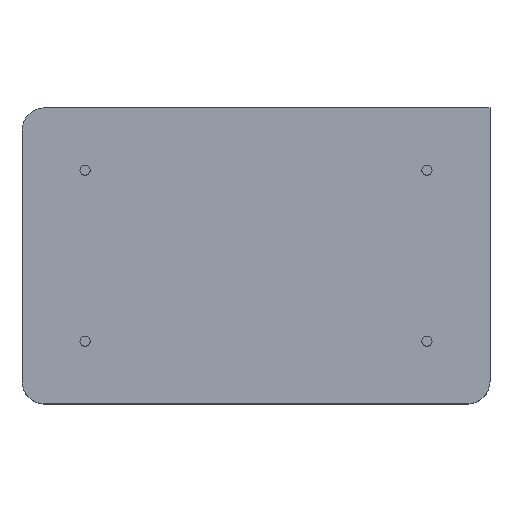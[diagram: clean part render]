
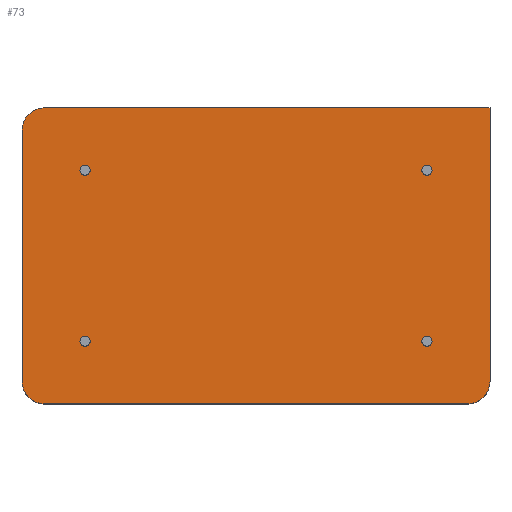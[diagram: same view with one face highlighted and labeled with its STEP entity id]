
A CAD part, top view. The second image highlights one B-rep face of the part: STEP entity #73.
In plain terms, the highlighted planar face has unit normal (0, 0, 1).
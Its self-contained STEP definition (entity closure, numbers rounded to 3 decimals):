
#8 = DIRECTION ( 'NONE',  ( -1., 0., 0. ) ) ;
#12 = CARTESIAN_POINT ( 'NONE',  ( 2.585, 10.41, 5.08 ) ) ;
#17 = VERTEX_POINT ( 'NONE', #295 ) ;
#18 = DIRECTION ( 'NONE',  ( -1., 0., 0. ) ) ;
#21 = DIRECTION ( 'NONE',  ( 0., 0., 1. ) ) ;
#26 = VERTEX_POINT ( 'NONE', #174 ) ;
#28 = AXIS2_PLACEMENT_3D ( 'NONE', #597, #339, #304 ) ;
#33 = CARTESIAN_POINT ( 'NONE',  ( 2.81, 2.79, 5.08 ) ) ;
#39 = EDGE_CURVE ( 'NONE', #524, #195, #556, .T. ) ;
#42 = EDGE_CURVE ( 'NONE', #17, #543, #216, .T. ) ;
#43 = CIRCLE ( 'NONE', #296, 0.225 ) ;
#45 = DIRECTION ( 'NONE',  ( 0., 0., 1. ) ) ;
#54 = FACE_BOUND ( 'NONE', #152, .T. ) ;
#55 = CARTESIAN_POINT ( 'NONE',  ( 2.585, 2.79, 5.08 ) ) ;
#57 = DIRECTION ( 'NONE',  ( 1., 0., 0. ) ) ;
#58 = CARTESIAN_POINT ( 'NONE',  ( 18.275, 10.41, 5.08 ) ) ;
#63 = DIRECTION ( 'NONE',  ( 0., 0., 1. ) ) ;
#67 = DIRECTION ( 'NONE',  ( -1., 0., 0. ) ) ;
#71 = ORIENTED_EDGE ( 'NONE', *, *, #284, .F. ) ;
#73 = ADVANCED_FACE ( 'NONE', ( #186, #386, #504, #54, #633 ), #599, .F. ) ;
#76 = DIRECTION ( 'NONE',  ( 0., 1., 0. ) ) ;
#85 = DIRECTION ( 'NONE',  ( -1., 0., 0. ) ) ;
#89 = AXIS2_PLACEMENT_3D ( 'NONE', #515, #454, #18 ) ;
#95 = EDGE_CURVE ( 'NONE', #26, #491, #140, .T. ) ;
#96 = CARTESIAN_POINT ( 'NONE',  ( 20.86, 1., 5.08 ) ) ;
#115 = VERTEX_POINT ( 'NONE', #276 ) ;
#118 = CARTESIAN_POINT ( 'NONE',  ( 18.05, 10.41, 5.08 ) ) ;
#119 = DIRECTION ( 'NONE',  ( -1., 0., 0. ) ) ;
#121 = LINE ( 'NONE', #494, #544 ) ;
#128 = VERTEX_POINT ( 'NONE', #456 ) ;
#129 = ORIENTED_EDGE ( 'NONE', *, *, #402, .T. ) ;
#134 = DIRECTION ( 'NONE',  ( 0., 0., 1. ) ) ;
#135 = EDGE_LOOP ( 'NONE', ( #523, #422 ) ) ;
#140 = CIRCLE ( 'NONE', #406, 1. ) ;
#143 = VECTOR ( 'NONE', #8, 1000. ) ;
#152 = EDGE_LOOP ( 'NONE', ( #569, #361 ) ) ;
#154 = DIRECTION ( 'NONE',  ( 0., 0., 1. ) ) ;
#158 = ORIENTED_EDGE ( 'NONE', *, *, #326, .T. ) ;
#164 = DIRECTION ( 'NONE',  ( -1., 0., 0. ) ) ;
#165 = AXIS2_PLACEMENT_3D ( 'NONE', #287, #219, #119 ) ;
#172 = EDGE_CURVE ( 'NONE', #491, #580, #230, .T. ) ;
#174 = CARTESIAN_POINT ( 'NONE',  ( 0., 1., 5.08 ) ) ;
#186 = FACE_BOUND ( 'NONE', #431, .T. ) ;
#193 = EDGE_CURVE ( 'NONE', #128, #462, #209, .T. ) ;
#194 = VERTEX_POINT ( 'NONE', #96 ) ;
#195 = VERTEX_POINT ( 'NONE', #320 ) ;
#206 = AXIS2_PLACEMENT_3D ( 'NONE', #33, #21, #634 ) ;
#209 = LINE ( 'NONE', #588, #143 ) ;
#212 = CIRCLE ( 'NONE', #89, 0.225 ) ;
#213 = AXIS2_PLACEMENT_3D ( 'NONE', #118, #134, #85 ) ;
#216 = CIRCLE ( 'NONE', #505, 0.225 ) ;
#219 = DIRECTION ( 'NONE',  ( 0., 0., 1. ) ) ;
#220 = CARTESIAN_POINT ( 'NONE',  ( 17.825, 10.41, 5.08 ) ) ;
#221 = EDGE_CURVE ( 'NONE', #512, #303, #509, .T. ) ;
#224 = VERTEX_POINT ( 'NONE', #55 ) ;
#230 = LINE ( 'NONE', #475, #519 ) ;
#233 = EDGE_CURVE ( 'NONE', #195, #524, #651, .T. ) ;
#234 = ORIENTED_EDGE ( 'NONE', *, *, #42, .F. ) ;
#242 = DIRECTION ( 'NONE',  ( -1., 0., 0. ) ) ;
#257 = CIRCLE ( 'NONE', #206, 0.225 ) ;
#273 = ORIENTED_EDGE ( 'NONE', *, *, #438, .T. ) ;
#276 = CARTESIAN_POINT ( 'NONE',  ( 3.035, 2.79, 5.08 ) ) ;
#279 = EDGE_CURVE ( 'NONE', #303, #512, #626, .T. ) ;
#283 = DIRECTION ( 'NONE',  ( -1., 0., 0. ) ) ;
#284 = EDGE_CURVE ( 'NONE', #224, #115, #257, .T. ) ;
#287 = CARTESIAN_POINT ( 'NONE',  ( 18.05, 10.41, 5.08 ) ) ;
#295 = CARTESIAN_POINT ( 'NONE',  ( 17.825, 2.79, 5.08 ) ) ;
#296 = AXIS2_PLACEMENT_3D ( 'NONE', #552, #333, #603 ) ;
#303 = VERTEX_POINT ( 'NONE', #220 ) ;
#304 = DIRECTION ( 'NONE',  ( -1., 0., 0. ) ) ;
#309 = CARTESIAN_POINT ( 'NONE',  ( 1., 13.2, 5.08 ) ) ;
#319 = DIRECTION ( 'NONE',  ( -1., 0., 0. ) ) ;
#320 = CARTESIAN_POINT ( 'NONE',  ( 3.035, 10.41, 5.08 ) ) ;
#326 = EDGE_CURVE ( 'NONE', #580, #194, #474, .T. ) ;
#331 = CARTESIAN_POINT ( 'NONE',  ( 0., 12.2, 5.08 ) ) ;
#333 = DIRECTION ( 'NONE',  ( 0., 0., 1. ) ) ;
#339 = DIRECTION ( 'NONE',  ( 0., 0., 1. ) ) ;
#340 = CARTESIAN_POINT ( 'NONE',  ( 1., 1., 5.08 ) ) ;
#348 = EDGE_LOOP ( 'NONE', ( #234, #480 ) ) ;
#361 = ORIENTED_EDGE ( 'NONE', *, *, #233, .F. ) ;
#368 = CARTESIAN_POINT ( 'NONE',  ( 1., 12.2, 5.08 ) ) ;
#372 = VERTEX_POINT ( 'NONE', #331 ) ;
#381 = VECTOR ( 'NONE', #647, 1000. ) ;
#386 = FACE_BOUND ( 'NONE', #348, .T. ) ;
#392 = EDGE_LOOP ( 'NONE', ( #497, #158, #532, #490, #273, #129, #656 ) ) ;
#397 = CARTESIAN_POINT ( 'NONE',  ( 0., 0., 5.08 ) ) ;
#399 = CARTESIAN_POINT ( 'NONE',  ( 0., 0., 5.08 ) ) ;
#402 = EDGE_CURVE ( 'NONE', #372, #26, #437, .T. ) ;
#406 = AXIS2_PLACEMENT_3D ( 'NONE', #340, #45, #67 ) ;
#409 = CIRCLE ( 'NONE', #508, 1. ) ;
#410 = DIRECTION ( 'NONE',  ( -1., 0., 0. ) ) ;
#418 = CARTESIAN_POINT ( 'NONE',  ( 1., 0., 5.08 ) ) ;
#420 = EDGE_CURVE ( 'NONE', #194, #128, #121, .T. ) ;
#422 = ORIENTED_EDGE ( 'NONE', *, *, #221, .F. ) ;
#427 = CARTESIAN_POINT ( 'NONE',  ( 19.86, 0., 5.08 ) ) ;
#431 = EDGE_LOOP ( 'NONE', ( #71, #615 ) ) ;
#435 = DIRECTION ( 'NONE',  ( 0., 0., 1. ) ) ;
#437 = LINE ( 'NONE', #399, #381 ) ;
#438 = EDGE_CURVE ( 'NONE', #462, #372, #409, .T. ) ;
#445 = CARTESIAN_POINT ( 'NONE',  ( 18.05, 2.79, 5.08 ) ) ;
#448 = DIRECTION ( 'NONE',  ( 0., 0., -1. ) ) ;
#449 = EDGE_CURVE ( 'NONE', #543, #17, #43, .T. ) ;
#454 = DIRECTION ( 'NONE',  ( 0., 0., 1. ) ) ;
#456 = CARTESIAN_POINT ( 'NONE',  ( 20.86, 13.2, 5.08 ) ) ;
#462 = VERTEX_POINT ( 'NONE', #309 ) ;
#474 = CIRCLE ( 'NONE', #534, 1. ) ;
#475 = CARTESIAN_POINT ( 'NONE',  ( 0., 0., 5.08 ) ) ;
#480 = ORIENTED_EDGE ( 'NONE', *, *, #449, .F. ) ;
#490 = ORIENTED_EDGE ( 'NONE', *, *, #193, .T. ) ;
#491 = VERTEX_POINT ( 'NONE', #418 ) ;
#494 = CARTESIAN_POINT ( 'NONE',  ( 20.86, 0., 5.08 ) ) ;
#497 = ORIENTED_EDGE ( 'NONE', *, *, #172, .T. ) ;
#504 = FACE_BOUND ( 'NONE', #135, .T. ) ;
#505 = AXIS2_PLACEMENT_3D ( 'NONE', #445, #63, #283 ) ;
#508 = AXIS2_PLACEMENT_3D ( 'NONE', #368, #529, #410 ) ;
#509 = CIRCLE ( 'NONE', #213, 0.225 ) ;
#512 = VERTEX_POINT ( 'NONE', #58 ) ;
#515 = CARTESIAN_POINT ( 'NONE',  ( 2.81, 2.79, 5.08 ) ) ;
#519 = VECTOR ( 'NONE', #57, 1000. ) ;
#521 = CARTESIAN_POINT ( 'NONE',  ( 18.275, 2.79, 5.08 ) ) ;
#523 = ORIENTED_EDGE ( 'NONE', *, *, #279, .F. ) ;
#524 = VERTEX_POINT ( 'NONE', #12 ) ;
#529 = DIRECTION ( 'NONE',  ( 0., 0., 1. ) ) ;
#532 = ORIENTED_EDGE ( 'NONE', *, *, #420, .T. ) ;
#534 = AXIS2_PLACEMENT_3D ( 'NONE', #587, #435, #319 ) ;
#538 = CARTESIAN_POINT ( 'NONE',  ( 2.81, 10.41, 5.08 ) ) ;
#543 = VERTEX_POINT ( 'NONE', #521 ) ;
#544 = VECTOR ( 'NONE', #76, 1000. ) ;
#552 = CARTESIAN_POINT ( 'NONE',  ( 18.05, 2.79, 5.08 ) ) ;
#556 = CIRCLE ( 'NONE', #28, 0.225 ) ;
#561 = AXIS2_PLACEMENT_3D ( 'NONE', #538, #154, #242 ) ;
#569 = ORIENTED_EDGE ( 'NONE', *, *, #39, .F. ) ;
#580 = VERTEX_POINT ( 'NONE', #427 ) ;
#587 = CARTESIAN_POINT ( 'NONE',  ( 19.86, 1., 5.08 ) ) ;
#588 = CARTESIAN_POINT ( 'NONE',  ( 0., 13.2, 5.08 ) ) ;
#591 = AXIS2_PLACEMENT_3D ( 'NONE', #397, #448, #164 ) ;
#597 = CARTESIAN_POINT ( 'NONE',  ( 2.81, 10.41, 5.08 ) ) ;
#599 = PLANE ( 'NONE',  #591 ) ;
#603 = DIRECTION ( 'NONE',  ( -1., 0., 0. ) ) ;
#615 = ORIENTED_EDGE ( 'NONE', *, *, #645, .F. ) ;
#626 = CIRCLE ( 'NONE', #165, 0.225 ) ;
#633 = FACE_OUTER_BOUND ( 'NONE', #392, .T. ) ;
#634 = DIRECTION ( 'NONE',  ( -1., 0., 0. ) ) ;
#645 = EDGE_CURVE ( 'NONE', #115, #224, #212, .T. ) ;
#647 = DIRECTION ( 'NONE',  ( 0., -1., 0. ) ) ;
#651 = CIRCLE ( 'NONE', #561, 0.225 ) ;
#656 = ORIENTED_EDGE ( 'NONE', *, *, #95, .T. ) ;
